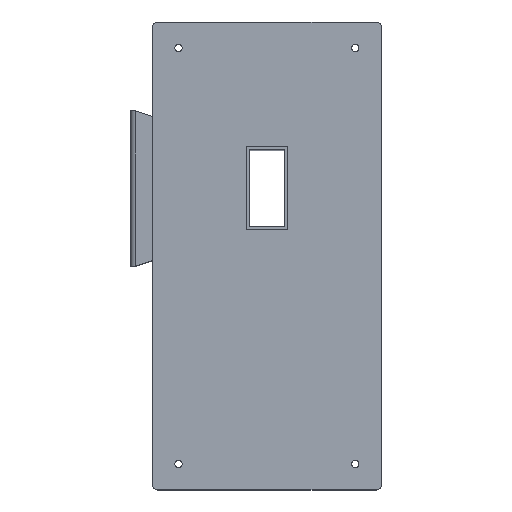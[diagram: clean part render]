
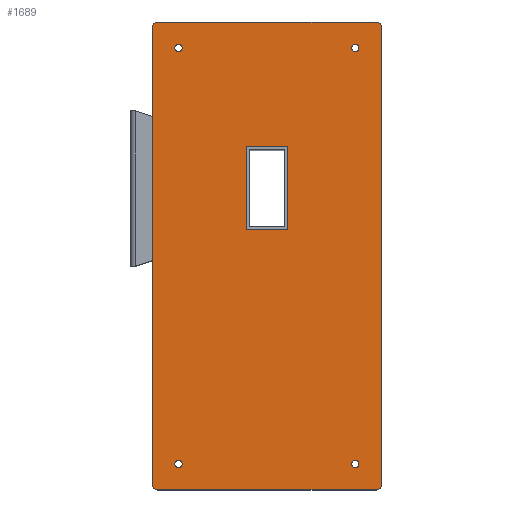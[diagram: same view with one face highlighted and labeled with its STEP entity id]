
A CAD part, top view. The second image highlights one B-rep face of the part: STEP entity #1689.
In plain terms, the highlighted planar face has unit normal (0, 0, 1).
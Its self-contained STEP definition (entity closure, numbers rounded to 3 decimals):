
#14 = ORIENTED_EDGE ( 'NONE', *, *, #1655, .F. ) ;
#23 = LINE ( 'NONE', #98, #992 ) ;
#31 = ORIENTED_EDGE ( 'NONE', *, *, #994, .T. ) ;
#45 = LINE ( 'NONE', #556, #246 ) ;
#62 = CARTESIAN_POINT ( 'NONE',  ( 88.5, -265., 5. ) ) ;
#67 = EDGE_CURVE ( 'NONE', #285, #693, #400, .T. ) ;
#78 = DIRECTION ( 'NONE',  ( -1., 0., 0. ) ) ;
#98 = CARTESIAN_POINT ( 'NONE',  ( -110., -285., 5. ) ) ;
#112 = CIRCLE ( 'NONE', #1901, 5. ) ;
#119 = VERTEX_POINT ( 'NONE', #435 ) ;
#150 = CARTESIAN_POINT ( 'NONE',  ( 105., -285., 5. ) ) ;
#181 = EDGE_CURVE ( 'NONE', #1392, #1392, #777, .T. ) ;
#201 = CARTESIAN_POINT ( 'NONE',  ( -81.5, -265., 5. ) ) ;
#246 = VECTOR ( 'NONE', #294, 1000. ) ;
#269 = AXIS2_PLACEMENT_3D ( 'NONE', #506, #1368, #1017 ) ;
#283 = DIRECTION ( 'NONE',  ( 0., 1., 0. ) ) ;
#285 = VERTEX_POINT ( 'NONE', #1239 ) ;
#293 = ORIENTED_EDGE ( 'NONE', *, *, #1497, .T. ) ;
#294 = DIRECTION ( 'NONE',  ( 0., -1., 0. ) ) ;
#317 = CARTESIAN_POINT ( 'NONE',  ( -105., -285., 5. ) ) ;
#321 = EDGE_CURVE ( 'NONE', #843, #843, #1062, .T. ) ;
#378 = PLANE ( 'NONE',  #1063 ) ;
#390 = LINE ( 'NONE', #1991, #1535 ) ;
#400 = CIRCLE ( 'NONE', #785, 5. ) ;
#401 = VERTEX_POINT ( 'NONE', #1449 ) ;
#415 = LINE ( 'NONE', #908, #2149 ) ;
#425 = ORIENTED_EDGE ( 'NONE', *, *, #1583, .T. ) ;
#426 = ORIENTED_EDGE ( 'NONE', *, *, #2081, .F. ) ;
#435 = CARTESIAN_POINT ( 'NONE',  ( 20., 40., 5. ) ) ;
#459 = CARTESIAN_POINT ( 'NONE',  ( -81.5, 135., 5. ) ) ;
#470 = EDGE_LOOP ( 'NONE', ( #1125 ) ) ;
#506 = CARTESIAN_POINT ( 'NONE',  ( 85., -265., 5. ) ) ;
#527 = CARTESIAN_POINT ( 'NONE',  ( -105., -290., 5. ) ) ;
#543 = CARTESIAN_POINT ( 'NONE',  ( -20., -40., 5. ) ) ;
#549 = EDGE_CURVE ( 'NONE', #1657, #285, #1088, .T. ) ;
#553 = DIRECTION ( 'NONE',  ( 1., 0., 0. ) ) ;
#556 = CARTESIAN_POINT ( 'NONE',  ( -20., 40., 5. ) ) ;
#575 = ORIENTED_EDGE ( 'NONE', *, *, #67, .T. ) ;
#582 = CIRCLE ( 'NONE', #1041, 5. ) ;
#591 = CARTESIAN_POINT ( 'NONE',  ( -20., 40., 5. ) ) ;
#593 = DIRECTION ( 'NONE',  ( -1., 0., 0. ) ) ;
#623 = EDGE_LOOP ( 'NONE', ( #1303 ) ) ;
#625 = DIRECTION ( 'NONE',  ( -1., 0., 0. ) ) ;
#626 = DIRECTION ( 'NONE',  ( 0., 0., 1. ) ) ;
#639 = VECTOR ( 'NONE', #625, 1000. ) ;
#646 = CARTESIAN_POINT ( 'NONE',  ( 105., 155., 5. ) ) ;
#649 = EDGE_CURVE ( 'NONE', #1935, #1220, #112, .T. ) ;
#657 = EDGE_CURVE ( 'NONE', #1323, #1323, #1598, .T. ) ;
#678 = ORIENTED_EDGE ( 'NONE', *, *, #549, .T. ) ;
#691 = AXIS2_PLACEMENT_3D ( 'NONE', #1414, #862, #1030 ) ;
#693 = VERTEX_POINT ( 'NONE', #1612 ) ;
#698 = FACE_BOUND ( 'NONE', #623, .T. ) ;
#721 = DIRECTION ( 'NONE',  ( 0., 0., 1. ) ) ;
#735 = CARTESIAN_POINT ( 'NONE',  ( 88.5, 135., 5. ) ) ;
#746 = VERTEX_POINT ( 'NONE', #543 ) ;
#747 = CARTESIAN_POINT ( 'NONE',  ( -85., -265., 5. ) ) ;
#761 = DIRECTION ( 'NONE',  ( 0., 1., 0. ) ) ;
#770 = EDGE_CURVE ( 'NONE', #1883, #1883, #1504, .T. ) ;
#777 = CIRCLE ( 'NONE', #2032, 3.5 ) ;
#785 = AXIS2_PLACEMENT_3D ( 'NONE', #646, #721, #78 ) ;
#843 = VERTEX_POINT ( 'NONE', #735 ) ;
#852 = DIRECTION ( 'NONE',  ( 1., 0., 0. ) ) ;
#862 = DIRECTION ( 'NONE',  ( 0., 0., 1. ) ) ;
#877 = EDGE_LOOP ( 'NONE', ( #1367 ) ) ;
#887 = DIRECTION ( 'NONE',  ( 0., 0., 1. ) ) ;
#903 = FACE_OUTER_BOUND ( 'NONE', #1517, .T. ) ;
#908 = CARTESIAN_POINT ( 'NONE',  ( 20., 40., 5. ) ) ;
#910 = DIRECTION ( 'NONE',  ( 0., -1., 0. ) ) ;
#925 = CARTESIAN_POINT ( 'NONE',  ( 110., -285., 5. ) ) ;
#928 = VERTEX_POINT ( 'NONE', #962 ) ;
#935 = FACE_BOUND ( 'NONE', #1790, .T. ) ;
#962 = CARTESIAN_POINT ( 'NONE',  ( 105., -290., 5. ) ) ;
#992 = VECTOR ( 'NONE', #910, 1000. ) ;
#994 = EDGE_CURVE ( 'NONE', #928, #1657, #1234, .T. ) ;
#998 = CARTESIAN_POINT ( 'NONE',  ( -20., -40., 5. ) ) ;
#1005 = VECTOR ( 'NONE', #593, 1000. ) ;
#1017 = DIRECTION ( 'NONE',  ( 1., 0., 0. ) ) ;
#1030 = DIRECTION ( 'NONE',  ( 1., 0., 0. ) ) ;
#1041 = AXIS2_PLACEMENT_3D ( 'NONE', #1964, #1429, #1118 ) ;
#1062 = CIRCLE ( 'NONE', #691, 3.5 ) ;
#1063 = AXIS2_PLACEMENT_3D ( 'NONE', #1203, #626, #1348 ) ;
#1065 = FACE_BOUND ( 'NONE', #470, .T. ) ;
#1084 = EDGE_CURVE ( 'NONE', #746, #1157, #1947, .T. ) ;
#1088 = LINE ( 'NONE', #925, #1276 ) ;
#1098 = EDGE_CURVE ( 'NONE', #1939, #746, #45, .T. ) ;
#1106 = CARTESIAN_POINT ( 'NONE',  ( -110., -285., 5. ) ) ;
#1108 = CARTESIAN_POINT ( 'NONE',  ( 20., -40., 5. ) ) ;
#1118 = DIRECTION ( 'NONE',  ( -1., 0., 0. ) ) ;
#1125 = ORIENTED_EDGE ( 'NONE', *, *, #770, .F. ) ;
#1132 = DIRECTION ( 'NONE',  ( 1., 0., 0. ) ) ;
#1138 = CARTESIAN_POINT ( 'NONE',  ( 110., -285., 5. ) ) ;
#1157 = VERTEX_POINT ( 'NONE', #1108 ) ;
#1203 = CARTESIAN_POINT ( 'NONE',  ( 105., -285., 5. ) ) ;
#1220 = VERTEX_POINT ( 'NONE', #527 ) ;
#1221 = ORIENTED_EDGE ( 'NONE', *, *, #1703, .T. ) ;
#1234 = CIRCLE ( 'NONE', #2100, 5. ) ;
#1239 = CARTESIAN_POINT ( 'NONE',  ( 110., 155., 5. ) ) ;
#1253 = ORIENTED_EDGE ( 'NONE', *, *, #1084, .F. ) ;
#1255 = EDGE_LOOP ( 'NONE', ( #1871 ) ) ;
#1264 = ORIENTED_EDGE ( 'NONE', *, *, #649, .T. ) ;
#1276 = VECTOR ( 'NONE', #283, 1000. ) ;
#1303 = ORIENTED_EDGE ( 'NONE', *, *, #181, .F. ) ;
#1323 = VERTEX_POINT ( 'NONE', #62 ) ;
#1348 = DIRECTION ( 'NONE',  ( 1., 0., 0. ) ) ;
#1367 = ORIENTED_EDGE ( 'NONE', *, *, #321, .F. ) ;
#1368 = DIRECTION ( 'NONE',  ( 0., 0., 1. ) ) ;
#1380 = DIRECTION ( 'NONE',  ( 0., 0., 1. ) ) ;
#1392 = VERTEX_POINT ( 'NONE', #459 ) ;
#1414 = CARTESIAN_POINT ( 'NONE',  ( 85., 135., 5. ) ) ;
#1420 = EDGE_CURVE ( 'NONE', #401, #1935, #23, .T. ) ;
#1429 = DIRECTION ( 'NONE',  ( 0., 0., 1. ) ) ;
#1436 = AXIS2_PLACEMENT_3D ( 'NONE', #747, #887, #852 ) ;
#1442 = CARTESIAN_POINT ( 'NONE',  ( -85., 135., 5. ) ) ;
#1449 = CARTESIAN_POINT ( 'NONE',  ( -110., 155., 5. ) ) ;
#1463 = CARTESIAN_POINT ( 'NONE',  ( -105., 160., 5. ) ) ;
#1497 = EDGE_CURVE ( 'NONE', #1499, #401, #582, .T. ) ;
#1499 = VERTEX_POINT ( 'NONE', #1463 ) ;
#1504 = CIRCLE ( 'NONE', #1436, 3.5 ) ;
#1517 = EDGE_LOOP ( 'NONE', ( #31, #678, #575, #1221, #293, #2092, #1264, #425 ) ) ;
#1535 = VECTOR ( 'NONE', #1860, 1000. ) ;
#1583 = EDGE_CURVE ( 'NONE', #1220, #928, #390, .T. ) ;
#1598 = CIRCLE ( 'NONE', #269, 3.5 ) ;
#1612 = CARTESIAN_POINT ( 'NONE',  ( 105., 160., 5. ) ) ;
#1628 = LINE ( 'NONE', #1914, #1005 ) ;
#1655 = EDGE_CURVE ( 'NONE', #119, #1939, #2042, .T. ) ;
#1657 = VERTEX_POINT ( 'NONE', #1138 ) ;
#1689 = ADVANCED_FACE ( 'NONE', ( #698, #1805, #1065, #2043, #903, #935 ), #378, .T. ) ;
#1703 = EDGE_CURVE ( 'NONE', #693, #1499, #1628, .T. ) ;
#1724 = DIRECTION ( 'NONE',  ( 0., 0., 1. ) ) ;
#1750 = ORIENTED_EDGE ( 'NONE', *, *, #1098, .F. ) ;
#1752 = DIRECTION ( 'NONE',  ( -1., 0., 0. ) ) ;
#1759 = VECTOR ( 'NONE', #553, 1000. ) ;
#1790 = EDGE_LOOP ( 'NONE', ( #1253, #1750, #14, #426 ) ) ;
#1805 = FACE_BOUND ( 'NONE', #877, .T. ) ;
#1860 = DIRECTION ( 'NONE',  ( 1., 0., 0. ) ) ;
#1871 = ORIENTED_EDGE ( 'NONE', *, *, #657, .F. ) ;
#1883 = VERTEX_POINT ( 'NONE', #201 ) ;
#1901 = AXIS2_PLACEMENT_3D ( 'NONE', #317, #2130, #1752 ) ;
#1914 = CARTESIAN_POINT ( 'NONE',  ( -105., 160., 5. ) ) ;
#1920 = CARTESIAN_POINT ( 'NONE',  ( -20., 40., 5. ) ) ;
#1935 = VERTEX_POINT ( 'NONE', #1106 ) ;
#1939 = VERTEX_POINT ( 'NONE', #1920 ) ;
#1947 = LINE ( 'NONE', #998, #1759 ) ;
#1964 = CARTESIAN_POINT ( 'NONE',  ( -105., 155., 5. ) ) ;
#1991 = CARTESIAN_POINT ( 'NONE',  ( -105., -290., 5. ) ) ;
#2006 = DIRECTION ( 'NONE',  ( 1., 0., 0. ) ) ;
#2032 = AXIS2_PLACEMENT_3D ( 'NONE', #1442, #1724, #1132 ) ;
#2042 = LINE ( 'NONE', #591, #639 ) ;
#2043 = FACE_BOUND ( 'NONE', #1255, .T. ) ;
#2081 = EDGE_CURVE ( 'NONE', #1157, #119, #415, .T. ) ;
#2092 = ORIENTED_EDGE ( 'NONE', *, *, #1420, .T. ) ;
#2100 = AXIS2_PLACEMENT_3D ( 'NONE', #150, #1380, #2006 ) ;
#2130 = DIRECTION ( 'NONE',  ( 0., 0., 1. ) ) ;
#2149 = VECTOR ( 'NONE', #761, 1000. ) ;
